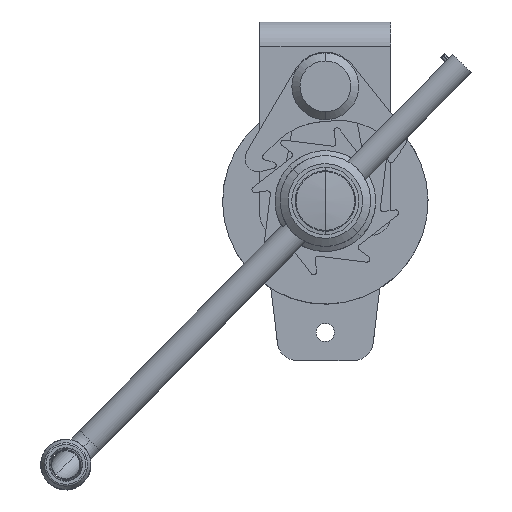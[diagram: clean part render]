
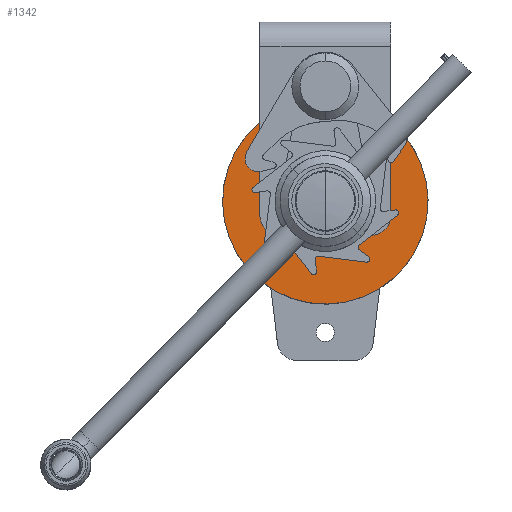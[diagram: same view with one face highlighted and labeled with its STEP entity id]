
A CAD part, top view. The second image highlights one B-rep face of the part: STEP entity #1342.
In plain terms, the highlighted planar face has unit normal (0, 0, 1).
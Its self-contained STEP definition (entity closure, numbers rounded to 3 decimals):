
#365 = VERTEX_POINT ( 'NONE', #8344 ) ;
#373 = VERTEX_POINT ( 'NONE', #8298 ) ;
#1342 = ADVANCED_FACE ( 'NONE', ( #4685, #4769 ), #5447, .F. ) ;
#2523 = EDGE_LOOP ( 'NONE', ( #9833, #9785 ) ) ;
#2648 = EDGE_LOOP ( 'NONE', ( #9773, #9941 ) ) ;
#3477 = CARTESIAN_POINT ( 'NONE',  ( 50.029, 8.906, 70. ) ) ;
#3585 = CARTESIAN_POINT ( 'NONE',  ( -50.029, -10.906, 70. ) ) ;
#3628 = CARTESIAN_POINT ( 'NONE',  ( 0., -1., 70. ) ) ;
#3629 = DIRECTION ( 'NONE',  ( 0., 0., -1. ) ) ;
#3630 = DIRECTION ( 'NONE',  ( -0.981, -0.194, 0. ) ) ;
#3845 = CARTESIAN_POINT ( 'NONE',  ( 0., -1., 70. ) ) ;
#3846 = DIRECTION ( 'NONE',  ( 0., 0., -1. ) ) ;
#3847 = DIRECTION ( 'NONE',  ( -0.981, -0.194, 0. ) ) ;
#3854 = CARTESIAN_POINT ( 'NONE',  ( 0., -1., 70. ) ) ;
#3855 = DIRECTION ( 'NONE',  ( 0., 0., -1. ) ) ;
#3856 = DIRECTION ( 'NONE',  ( -0.981, -0.194, 0. ) ) ;
#3939 = CARTESIAN_POINT ( 'NONE',  ( 0., -1., 70. ) ) ;
#3940 = DIRECTION ( 'NONE',  ( 0., 0., -1. ) ) ;
#3941 = DIRECTION ( 'NONE',  ( -0.981, -0.194, 0. ) ) ;
#4685 = FACE_OUTER_BOUND ( 'NONE', #2648, .T. ) ;
#4769 = FACE_BOUND ( 'NONE', #2523, .T. ) ;
#4888 = AXIS2_PLACEMENT_3D ( 'NONE', #5397, #5446, #5450 ) ;
#4907 = VERTEX_POINT ( 'NONE', #3477 ) ;
#5129 = AXIS2_PLACEMENT_3D ( 'NONE', #3845, #3846, #3847 ) ;
#5145 = AXIS2_PLACEMENT_3D ( 'NONE', #3939, #3940, #3941 ) ;
#5175 = AXIS2_PLACEMENT_3D ( 'NONE', #3854, #3855, #3856 ) ;
#5271 = AXIS2_PLACEMENT_3D ( 'NONE', #3628, #3629, #3630 ) ;
#5397 = CARTESIAN_POINT ( 'NONE',  ( 0., -1., 70. ) ) ;
#5446 = DIRECTION ( 'NONE',  ( 0., 0., -1. ) ) ;
#5447 = PLANE ( 'NONE',  #4888 ) ;
#5450 = DIRECTION ( 'NONE',  ( -0.981, -0.194, 0. ) ) ;
#6893 = VERTEX_POINT ( 'NONE', #3585 ) ;
#8116 = CIRCLE ( 'NONE', #5271, 51. ) ;
#8236 = CIRCLE ( 'NONE', #5175, 51. ) ;
#8237 = CIRCLE ( 'NONE', #5129, 17.15 ) ;
#8261 = CIRCLE ( 'NONE', #5145, 17.15 ) ;
#8298 = CARTESIAN_POINT ( 'NONE',  ( -16.823, -4.331, 70. ) ) ;
#8344 = CARTESIAN_POINT ( 'NONE',  ( 16.823, 2.331, 70. ) ) ;
#9144 = EDGE_CURVE ( 'NONE', #6893, #4907, #8116, .T. ) ;
#9308 = EDGE_CURVE ( 'NONE', #373, #365, #8237, .T. ) ;
#9315 = EDGE_CURVE ( 'NONE', #4907, #6893, #8236, .T. ) ;
#9389 = EDGE_CURVE ( 'NONE', #365, #373, #8261, .T. ) ;
#9773 = ORIENTED_EDGE ( 'NONE', *, *, #9315, .F. ) ;
#9785 = ORIENTED_EDGE ( 'NONE', *, *, #9308, .T. ) ;
#9833 = ORIENTED_EDGE ( 'NONE', *, *, #9389, .T. ) ;
#9941 = ORIENTED_EDGE ( 'NONE', *, *, #9144, .F. ) ;
